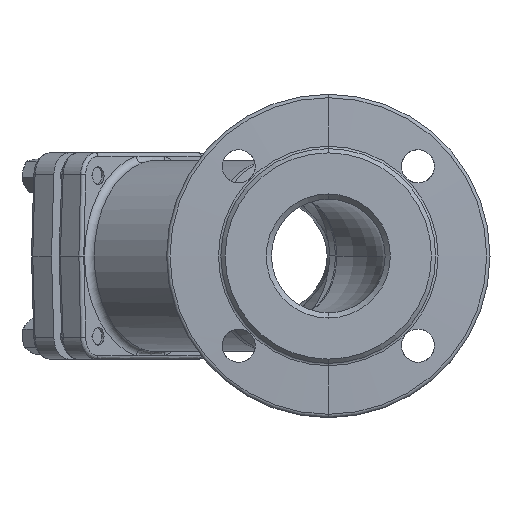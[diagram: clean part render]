
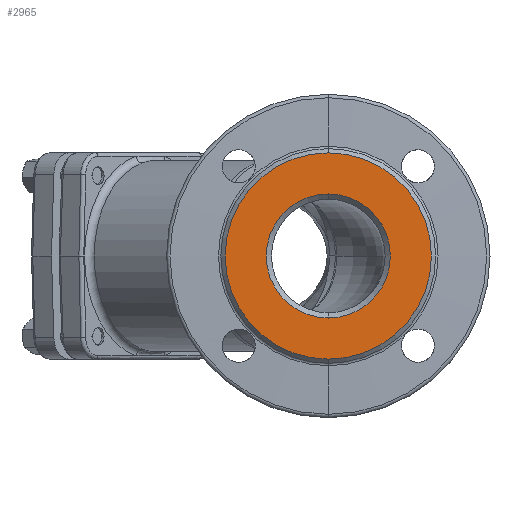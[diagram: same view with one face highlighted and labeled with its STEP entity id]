
A CAD part, left-side view. The second image highlights one B-rep face of the part: STEP entity #2965.
In plain terms, the highlighted planar face has unit normal (-1, 0, 0).
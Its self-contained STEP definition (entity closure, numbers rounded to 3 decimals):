
#116 = EDGE_CURVE ( 'NONE', #30664, #30665, #23339, .T. ) ;
#119 = EDGE_CURVE ( 'NONE', #5490, #5489, #23341, .T. ) ;
#184 = EDGE_CURVE ( 'NONE', #30665, #30664, #23377, .T. ) ;
#2965 = ADVANCED_FACE ( 'NONE', ( #16461, #16454 ), #14677, .T. ) ;
#5489 = VERTEX_POINT ( 'NONE', #14827 ) ;
#5490 = VERTEX_POINT ( 'NONE', #14828 ) ;
#9539 = CARTESIAN_POINT ( 'NONE',  ( 0., 0., 0. ) ) ;
#9544 = DIRECTION ( 'NONE',  ( -1., 0., 0. ) ) ;
#9546 = DIRECTION ( 'NONE',  ( 0., 0., 1. ) ) ;
#13007 = EDGE_CURVE ( 'NONE', #5489, #5490, #32976, .T. ) ;
#13157 = AXIS2_PLACEMENT_3D ( 'NONE', #14428, #14679, #14680 ) ;
#13417 = AXIS2_PLACEMENT_3D ( 'NONE', #9539, #9544, #9546 ) ;
#14428 = CARTESIAN_POINT ( 'NONE',  ( 0., 0., 0. ) ) ;
#14677 = PLANE ( 'NONE',  #13157 ) ;
#14679 = DIRECTION ( 'NONE',  ( -1., 0., 0. ) ) ;
#14680 = DIRECTION ( 'NONE',  ( 0., 0., 1. ) ) ;
#14827 = CARTESIAN_POINT ( 'NONE',  ( 0., 0., 59. ) ) ;
#14828 = CARTESIAN_POINT ( 'NONE',  ( 0., 0., -59. ) ) ;
#16454 = FACE_OUTER_BOUND ( 'NONE', #22451, .T. ) ;
#16461 = FACE_BOUND ( 'NONE', #22417, .T. ) ;
#18025 = ORIENTED_EDGE ( 'NONE', *, *, #184, .T. ) ;
#18026 = ORIENTED_EDGE ( 'NONE', *, *, #116, .T. ) ;
#18027 = ORIENTED_EDGE ( 'NONE', *, *, #119, .T. ) ;
#18028 = ORIENTED_EDGE ( 'NONE', *, *, #13007, .T. ) ;
#22417 = EDGE_LOOP ( 'NONE', ( #18025, #18026 ) ) ;
#22451 = EDGE_LOOP ( 'NONE', ( #18027, #18028 ) ) ;
#23339 = CIRCLE ( 'NONE', #27765, 35.5 ) ;
#23341 = CIRCLE ( 'NONE', #27768, 59. ) ;
#23377 = CIRCLE ( 'NONE', #27790, 35.5 ) ;
#24512 = CARTESIAN_POINT ( 'NONE',  ( 0., 0., -35.5 ) ) ;
#24513 = CARTESIAN_POINT ( 'NONE',  ( 0., 0., 35.5 ) ) ;
#27765 = AXIS2_PLACEMENT_3D ( 'NONE', #36023, #36030, #36031 ) ;
#27768 = AXIS2_PLACEMENT_3D ( 'NONE', #36029, #36038, #36039 ) ;
#27790 = AXIS2_PLACEMENT_3D ( 'NONE', #36933, #36937, #36939 ) ;
#30664 = VERTEX_POINT ( 'NONE', #24512 ) ;
#30665 = VERTEX_POINT ( 'NONE', #24513 ) ;
#32976 = CIRCLE ( 'NONE', #13417, 59. ) ;
#36023 = CARTESIAN_POINT ( 'NONE',  ( 0., 0., 0. ) ) ;
#36029 = CARTESIAN_POINT ( 'NONE',  ( 0., 0., 0. ) ) ;
#36030 = DIRECTION ( 'NONE',  ( 1., 0., 0. ) ) ;
#36031 = DIRECTION ( 'NONE',  ( 0., 0., 1. ) ) ;
#36038 = DIRECTION ( 'NONE',  ( -1., 0., 0. ) ) ;
#36039 = DIRECTION ( 'NONE',  ( 0., 0., 1. ) ) ;
#36933 = CARTESIAN_POINT ( 'NONE',  ( 0., 0., 0. ) ) ;
#36937 = DIRECTION ( 'NONE',  ( 1., 0., 0. ) ) ;
#36939 = DIRECTION ( 'NONE',  ( 0., 0., 1. ) ) ;
